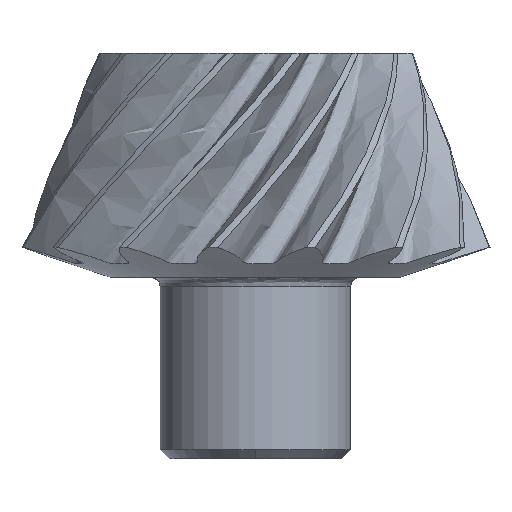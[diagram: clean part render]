
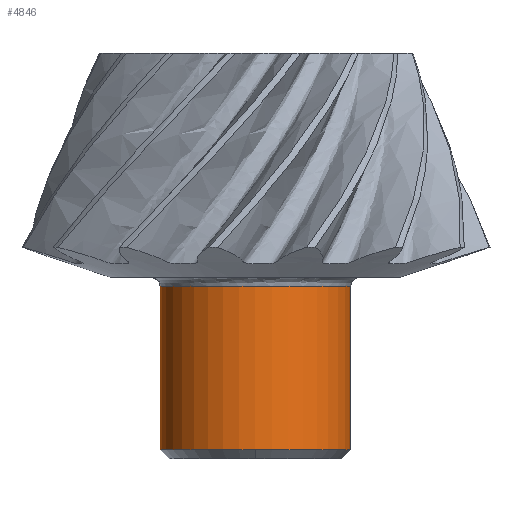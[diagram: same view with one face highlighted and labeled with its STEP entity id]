
A CAD part, front view. The second image highlights one B-rep face of the part: STEP entity #4846.
In plain terms, the highlighted cylindrical face has radius 10.5 mm (diameter 21 mm), a partial arc.
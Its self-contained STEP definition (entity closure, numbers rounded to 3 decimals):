
#11 = ORIENTED_EDGE ( 'NONE', *, *, #4839, .T. ) ;
#17 = ORIENTED_EDGE ( 'NONE', *, *, #4943, .F. ) ;
#45 = ORIENTED_EDGE ( 'NONE', *, *, #4926, .T. ) ;
#69 = ORIENTED_EDGE ( 'NONE', *, *, #4905, .T. ) ;
#70 = ORIENTED_EDGE ( 'NONE', *, *, #4911, .F. ) ;
#154 = CARTESIAN_POINT ( 'NONE',  ( 10.5, 0., -70.695 ) ) ;
#157 = CARTESIAN_POINT ( 'NONE',  ( -10.5, 0., -70.695 ) ) ;
#163 = CARTESIAN_POINT ( 'NONE',  ( -10.5, 0., -88.695 ) ) ;
#171 = CARTESIAN_POINT ( 'NONE',  ( 0., -10.5, -88.695 ) ) ;
#182 = CARTESIAN_POINT ( 'NONE',  ( 10.5, 0., -88.695 ) ) ;
#1856 = CARTESIAN_POINT ( 'NONE',  ( 0., 0., -88.695 ) ) ;
#1857 = DIRECTION ( 'NONE',  ( 0., 0., 1. ) ) ;
#1858 = DIRECTION ( 'NONE',  ( 1., 0., 0. ) ) ;
#2264 = CARTESIAN_POINT ( 'NONE',  ( 0., 0., -88.695 ) ) ;
#2265 = DIRECTION ( 'NONE',  ( 0., 0., 1. ) ) ;
#2266 = DIRECTION ( 'NONE',  ( 1., 0., 0. ) ) ;
#3296 = EDGE_LOOP ( 'NONE', ( #17, #45, #11, #69, #70 ) ) ;
#3344 = VERTEX_POINT ( 'NONE', #182 ) ;
#3353 = VERTEX_POINT ( 'NONE', #171 ) ;
#3360 = VERTEX_POINT ( 'NONE', #163 ) ;
#3363 = VERTEX_POINT ( 'NONE', #154 ) ;
#3365 = VERTEX_POINT ( 'NONE', #157 ) ;
#3403 = CYLINDRICAL_SURFACE ( 'NONE', #7694, 10.5 ) ;
#3404 = FACE_OUTER_BOUND ( 'NONE', #3296, .T. ) ;
#3428 = LINE ( 'NONE', #6801, #6655 ) ;
#3446 = LINE ( 'NONE', #4089, #6598 ) ;
#4089 = CARTESIAN_POINT ( 'NONE',  ( -10.5, 0., -88.695 ) ) ;
#4090 = DIRECTION ( 'NONE',  ( 0., 0., 1. ) ) ;
#4839 = EDGE_CURVE ( 'NONE', #3353, #3344, #7701, .T. ) ;
#4846 = ADVANCED_FACE ( 'NONE', ( #3404 ), #3403, .T. ) ;
#4905 = EDGE_CURVE ( 'NONE', #3344, #3363, #3428, .T. ) ;
#4911 = EDGE_CURVE ( 'NONE', #3365, #3363, #6637, .T. ) ;
#4926 = EDGE_CURVE ( 'NONE', #3360, #3353, #6579, .T. ) ;
#4943 = EDGE_CURVE ( 'NONE', #3360, #3365, #3446, .T. ) ;
#5160 = CARTESIAN_POINT ( 'NONE',  ( 0., 0., -88.695 ) ) ;
#5161 = DIRECTION ( 'NONE',  ( 0., 0., 1. ) ) ;
#5162 = DIRECTION ( 'NONE',  ( 1., 0., 0. ) ) ;
#6563 = AXIS2_PLACEMENT_3D ( 'NONE', #5160, #5161, #5162 ) ;
#6579 = CIRCLE ( 'NONE', #6563, 10.5 ) ;
#6598 = VECTOR ( 'NONE', #4090, 1000. ) ;
#6637 = CIRCLE ( 'NONE', #6661, 10.5 ) ;
#6655 = VECTOR ( 'NONE', #6802, 1000. ) ;
#6661 = AXIS2_PLACEMENT_3D ( 'NONE', #7047, #7048, #7049 ) ;
#6801 = CARTESIAN_POINT ( 'NONE',  ( 10.5, 0., -88.695 ) ) ;
#6802 = DIRECTION ( 'NONE',  ( 0., 0., 1. ) ) ;
#7047 = CARTESIAN_POINT ( 'NONE',  ( 0., 0., -70.695 ) ) ;
#7048 = DIRECTION ( 'NONE',  ( 0., 0., 1. ) ) ;
#7049 = DIRECTION ( 'NONE',  ( 1., 0., 0. ) ) ;
#7694 = AXIS2_PLACEMENT_3D ( 'NONE', #2264, #2265, #2266 ) ;
#7701 = CIRCLE ( 'NONE', #7702, 10.5 ) ;
#7702 = AXIS2_PLACEMENT_3D ( 'NONE', #1856, #1857, #1858 ) ;
